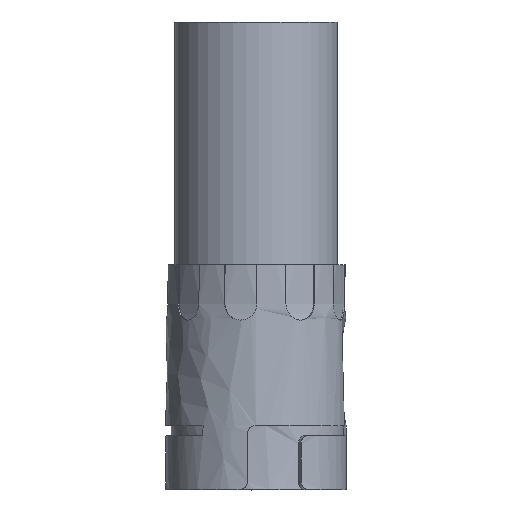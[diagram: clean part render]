
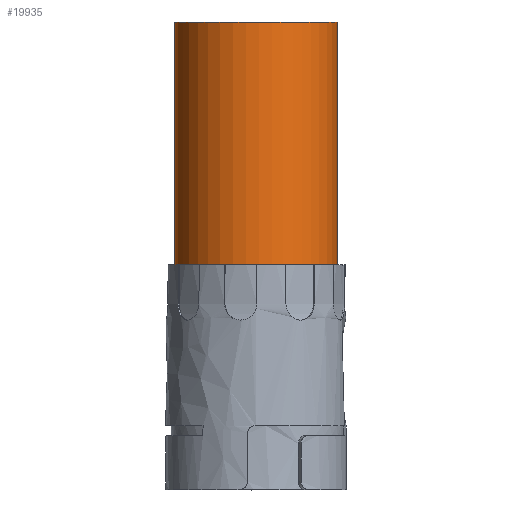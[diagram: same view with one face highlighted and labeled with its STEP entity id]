
A CAD part, top view. The second image highlights one B-rep face of the part: STEP entity #19935.
In plain terms, the highlighted free-form (B-spline) face has degree [2, 1] with [9, 2] control points.
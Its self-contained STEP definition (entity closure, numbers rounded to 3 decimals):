
#19871 = EDGE_CURVE('',#19872,#19872,#19874,.T.);
#19872 = VERTEX_POINT('',#19873);
#19873 = CARTESIAN_POINT('',(49.847,31.059,
    -0.031));
#19874 = ( BOUNDED_CURVE() B_SPLINE_CURVE(2,(#19875,#19876,#19877,#19878
    ,#19879,#19880,#19881),.UNSPECIFIED.,.T.,.F.) 
B_SPLINE_CURVE_WITH_KNOTS((3,2,2,3),(3.142,5.236,
7.33,9.425),.PIECEWISE_BEZIER_KNOTS.) CURVE() 
GEOMETRIC_REPRESENTATION_ITEM() RATIONAL_B_SPLINE_CURVE((1.,0.5,1.,0.5,
1.,0.5,1.)) REPRESENTATION_ITEM('') );
#19875 = CARTESIAN_POINT('',(49.847,31.059,
    -0.031));
#19876 = CARTESIAN_POINT('',(49.847,31.059,
    -37.035));
#19877 = CARTESIAN_POINT('',(81.893,31.059,
    -18.533));
#19878 = CARTESIAN_POINT('',(113.94,31.059,
    -0.031));
#19879 = CARTESIAN_POINT('',(81.893,31.059,
    18.472));
#19880 = CARTESIAN_POINT('',(49.847,31.059,
    36.974));
#19881 = CARTESIAN_POINT('',(49.847,31.059,
    -0.031));
#19905 = EDGE_CURVE('',#19906,#19906,#19908,.T.);
#19906 = VERTEX_POINT('',#19907);
#19907 = CARTESIAN_POINT('',(49.847,111.532,
    -0.031));
#19908 = ( BOUNDED_CURVE() B_SPLINE_CURVE(2,(#19909,#19910,#19911,#19912
    ,#19913,#19914,#19915),.UNSPECIFIED.,.T.,.F.) 
B_SPLINE_CURVE_WITH_KNOTS((3,2,2,3),(3.142,5.236,
7.33,9.425),.PIECEWISE_BEZIER_KNOTS.) CURVE() 
GEOMETRIC_REPRESENTATION_ITEM() RATIONAL_B_SPLINE_CURVE((1.,0.5,1.,0.5,
1.,0.5,1.)) REPRESENTATION_ITEM('') );
#19909 = CARTESIAN_POINT('',(49.847,111.532,
    -0.031));
#19910 = CARTESIAN_POINT('',(49.847,111.532,
    -37.035));
#19911 = CARTESIAN_POINT('',(81.893,111.532,
    -18.533));
#19912 = CARTESIAN_POINT('',(113.94,111.532,
    -0.031));
#19913 = CARTESIAN_POINT('',(81.893,111.532,
    18.472));
#19914 = CARTESIAN_POINT('',(49.847,111.532,
    36.974));
#19915 = CARTESIAN_POINT('',(49.847,111.532,
    -0.031));
#19935 = ADVANCED_FACE('',(#19936),#19946,.T.);
#19936 = FACE_BOUND('',#19937,.T.);
#19937 = EDGE_LOOP('',(#19938,#19939,#19944,#19945));
#19938 = ORIENTED_EDGE('',*,*,#19905,.T.);
#19939 = ORIENTED_EDGE('',*,*,#19940,.T.);
#19940 = EDGE_CURVE('',#19906,#19872,#19941,.T.);
#19941 = B_SPLINE_CURVE_WITH_KNOTS('',1,(#19942,#19943),.UNSPECIFIED.,
  .F.,.F.,(2,2),(-56.5,0.),.PIECEWISE_BEZIER_KNOTS.);
#19942 = CARTESIAN_POINT('',(49.847,111.532,
    -0.031));
#19943 = CARTESIAN_POINT('',(49.847,31.059,
    -0.031));
#19944 = ORIENTED_EDGE('',*,*,#19871,.F.);
#19945 = ORIENTED_EDGE('',*,*,#19940,.F.);
#19946 = ( BOUNDED_SURFACE() B_SPLINE_SURFACE(2,1,(
    (#19947,#19948)
    ,(#19949,#19950)
    ,(#19951,#19952)
    ,(#19953,#19954)
    ,(#19955,#19956)
    ,(#19957,#19958)
    ,(#19959,#19960)
    ,(#19961,#19962)
    ,(#19963,#19964
)),.UNSPECIFIED.,.T.,.F.,.F.) B_SPLINE_SURFACE_WITH_KNOTS((3,2,2,2,3),(2
    ,2),(-3.142,-2.094,0.,2.094,3.142)
,(0.,56.5),.UNSPECIFIED.) GEOMETRIC_REPRESENTATION_ITEM() 
RATIONAL_B_SPLINE_SURFACE((
    (0.75,0.75)
    ,(0.75,0.75)
    ,(1.,1.)
    ,(0.5,0.5)
    ,(1.,1.)
    ,(0.5,0.5)
    ,(1.,1.)
    ,(0.75,0.75)
,(0.75,0.75))) REPRESENTATION_ITEM('') SURFACE() );
#19947 = CARTESIAN_POINT('',(49.847,31.059,
    -0.031));
#19948 = CARTESIAN_POINT('',(49.847,111.532,
    -0.031));
#19949 = CARTESIAN_POINT('',(49.847,31.059,
    12.304));
#19950 = CARTESIAN_POINT('',(49.847,111.532,
    12.304));
#19951 = CARTESIAN_POINT('',(60.529,31.059,
    18.472));
#19952 = CARTESIAN_POINT('',(60.529,111.532,
    18.472));
#19953 = CARTESIAN_POINT('',(92.576,31.059,
    36.974));
#19954 = CARTESIAN_POINT('',(92.576,111.532,
    36.974));
#19955 = CARTESIAN_POINT('',(92.576,31.059,
    -0.031));
#19956 = CARTESIAN_POINT('',(92.576,111.532,
    -0.031));
#19957 = CARTESIAN_POINT('',(92.576,31.059,
    -37.035));
#19958 = CARTESIAN_POINT('',(92.576,111.532,
    -37.035));
#19959 = CARTESIAN_POINT('',(60.529,31.059,
    -18.533));
#19960 = CARTESIAN_POINT('',(60.529,111.532,
    -18.533));
#19961 = CARTESIAN_POINT('',(49.847,31.059,
    -12.365));
#19962 = CARTESIAN_POINT('',(49.847,111.532,
    -12.365));
#19963 = CARTESIAN_POINT('',(49.847,31.059,
    -0.031));
#19964 = CARTESIAN_POINT('',(49.847,111.532,
    -0.031));
